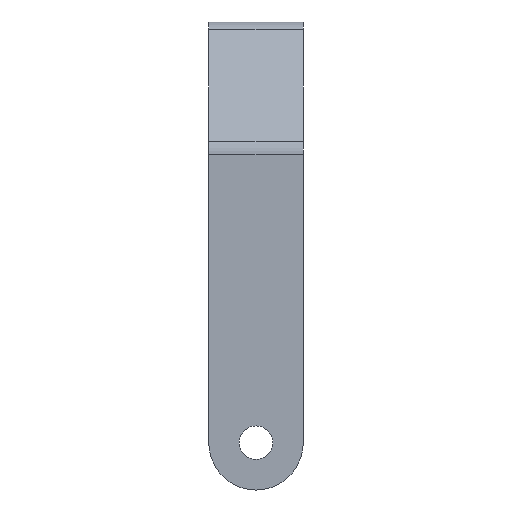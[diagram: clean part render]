
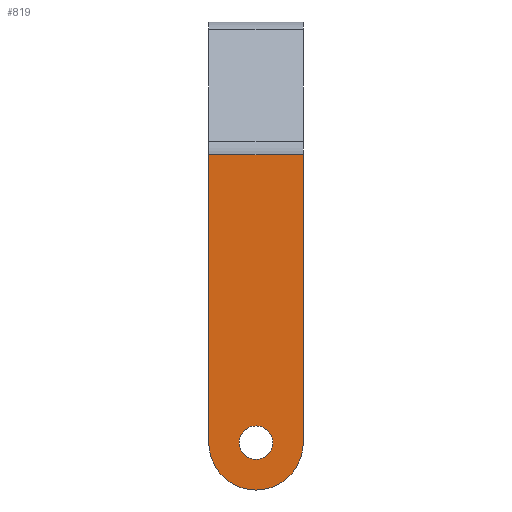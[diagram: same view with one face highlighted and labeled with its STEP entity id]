
A CAD part, left-side view. The second image highlights one B-rep face of the part: STEP entity #819.
In plain terms, the highlighted planar face has unit normal (-1, 0, 0).
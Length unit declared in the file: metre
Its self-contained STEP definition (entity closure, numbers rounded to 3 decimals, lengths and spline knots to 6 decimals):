
#82=CIRCLE('',#902,0.001588);
#83=CIRCLE('',#903,0.0045);
#166=ORIENTED_EDGE('',*,*,#404,.F.);
#167=ORIENTED_EDGE('',*,*,#350,.T.);
#168=ORIENTED_EDGE('',*,*,#405,.T.);
#169=ORIENTED_EDGE('',*,*,#406,.F.);
#170=ORIENTED_EDGE('',*,*,#407,.F.);
#350=EDGE_CURVE('',#472,#471,#547,.T.);
#404=EDGE_CURVE('',#521,#521,#82,.T.);
#405=EDGE_CURVE('',#471,#522,#582,.F.);
#406=EDGE_CURVE('',#523,#522,#583,.T.);
#407=EDGE_CURVE('',#472,#523,#83,.T.);
#471=VERTEX_POINT('',#1237);
#472=VERTEX_POINT('',#1239);
#521=VERTEX_POINT('',#1346);
#522=VERTEX_POINT('',#1348);
#523=VERTEX_POINT('',#1350);
#547=LINE('',#1238,#620);
#582=LINE('',#1347,#655);
#583=LINE('',#1349,#656);
#620=VECTOR('',#983,1.);
#655=VECTOR('',#1066,1.);
#656=VECTOR('',#1067,1.);
#696=EDGE_LOOP('',(#166));
#697=EDGE_LOOP('',(#167,#168,#169,#170));
#751=FACE_BOUND('',#696,.T.);
#752=FACE_BOUND('',#697,.T.);
#801=PLANE('',#901);
#819=ADVANCED_FACE('',(#751,#752),#801,.F.);
#901=AXIS2_PLACEMENT_3D('',#1344,#1062,#1063);
#902=AXIS2_PLACEMENT_3D('',#1345,#1064,#1065);
#903=AXIS2_PLACEMENT_3D('',#1351,#1068,#1069);
#983=DIRECTION('',(0.,0.,1.));
#1062=DIRECTION('',(1.,0.,0.));
#1063=DIRECTION('',(0.,0.,-1.));
#1064=DIRECTION('',(-1.,0.,0.));
#1065=DIRECTION('',(0.,0.,1.));
#1066=DIRECTION('',(0.,-1.,0.));
#1067=DIRECTION('',(0.,0.,1.));
#1068=DIRECTION('',(1.,0.,0.));
#1069=DIRECTION('',(0.,0.,1.));
#1237=CARTESIAN_POINT('',(-0.0155,-0.0045,-0.012645));
#1238=CARTESIAN_POINT('',(-0.0155,-0.0045,-0.0445));
#1239=CARTESIAN_POINT('',(-0.0155,-0.0045,-0.04));
#1344=CARTESIAN_POINT('',(-0.0155,0.0045,-0.0445));
#1345=CARTESIAN_POINT('',(-0.0155,0.,-0.04));
#1346=CARTESIAN_POINT('',(-0.0155,0.,-0.038413));
#1347=CARTESIAN_POINT('',(-0.0155,0.0045,-0.012645));
#1348=CARTESIAN_POINT('',(-0.0155,0.0045,-0.012645));
#1349=CARTESIAN_POINT('',(-0.0155,0.0045,-0.0445));
#1350=CARTESIAN_POINT('',(-0.0155,0.0045,-0.04));
#1351=CARTESIAN_POINT('',(-0.0155,0.,-0.04));
